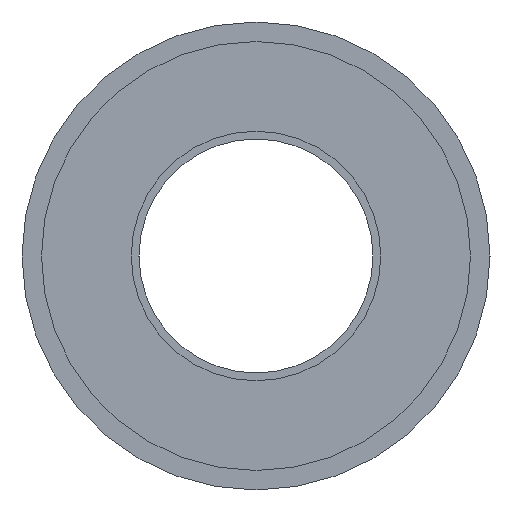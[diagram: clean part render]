
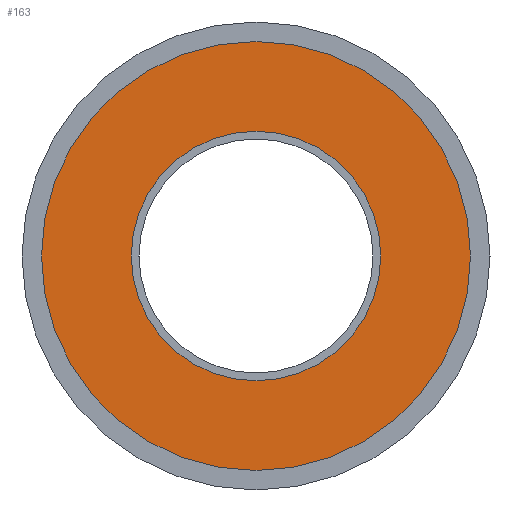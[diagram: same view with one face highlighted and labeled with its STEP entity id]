
A CAD part, left-side view. The second image highlights one B-rep face of the part: STEP entity #163.
In plain terms, the highlighted planar face has unit normal (-1, 0, 0).
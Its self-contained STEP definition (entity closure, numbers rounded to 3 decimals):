
#36 = CIRCLE ( 'NONE', #552, 3.2 ) ;
#55 = CARTESIAN_POINT ( 'NONE',  ( 0.5, 0., 3.2 ) ) ;
#82 = CARTESIAN_POINT ( 'NONE',  ( 0.5, 0., 5.5 ) ) ;
#87 = AXIS2_PLACEMENT_3D ( 'NONE', #234, #579, #858 ) ;
#132 = CARTESIAN_POINT ( 'NONE',  ( 0.5, 0., -3.2 ) ) ;
#154 = DIRECTION ( 'NONE',  ( 0., 0., 1. ) ) ;
#163 = ADVANCED_FACE ( 'NONE', ( #336, #399 ), #195, .F. ) ;
#172 = ORIENTED_EDGE ( 'NONE', *, *, #583, .T. ) ;
#191 = CARTESIAN_POINT ( 'NONE',  ( 0.5, 5.5, 0. ) ) ;
#195 = PLANE ( 'NONE',  #550 ) ;
#219 = DIRECTION ( 'NONE',  ( 0., 0., 1. ) ) ;
#222 = CARTESIAN_POINT ( 'NONE',  ( 0.5, 0., 0. ) ) ;
#234 = CARTESIAN_POINT ( 'NONE',  ( 0.5, 0., 0. ) ) ;
#251 = ORIENTED_EDGE ( 'NONE', *, *, #303, .F. ) ;
#262 = VERTEX_POINT ( 'NONE', #82 ) ;
#266 = DIRECTION ( 'NONE',  ( 0., 0., 1. ) ) ;
#303 = EDGE_CURVE ( 'NONE', #726, #654, #324, .T. ) ;
#324 = CIRCLE ( 'NONE', #678, 3.2 ) ;
#332 = DIRECTION ( 'NONE',  ( 0., 0., -1. ) ) ;
#336 = FACE_BOUND ( 'NONE', #374, .T. ) ;
#374 = EDGE_LOOP ( 'NONE', ( #490, #251 ) ) ;
#389 = CARTESIAN_POINT ( 'NONE',  ( 0.5, 0., -5.5 ) ) ;
#396 = AXIS2_PLACEMENT_3D ( 'NONE', #831, #763, #154 ) ;
#399 = FACE_OUTER_BOUND ( 'NONE', #758, .T. ) ;
#436 = ORIENTED_EDGE ( 'NONE', *, *, #849, .T. ) ;
#490 = ORIENTED_EDGE ( 'NONE', *, *, #721, .F. ) ;
#498 = CIRCLE ( 'NONE', #396, 5.5 ) ;
#550 = AXIS2_PLACEMENT_3D ( 'NONE', #191, #670, #332 ) ;
#552 = AXIS2_PLACEMENT_3D ( 'NONE', #805, #740, #266 ) ;
#579 = DIRECTION ( 'NONE',  ( -1., 0., 0. ) ) ;
#583 = EDGE_CURVE ( 'NONE', #614, #262, #825, .T. ) ;
#614 = VERTEX_POINT ( 'NONE', #389 ) ;
#654 = VERTEX_POINT ( 'NONE', #55 ) ;
#670 = DIRECTION ( 'NONE',  ( 1., 0., 0. ) ) ;
#678 = AXIS2_PLACEMENT_3D ( 'NONE', #222, #837, #219 ) ;
#721 = EDGE_CURVE ( 'NONE', #654, #726, #36, .T. ) ;
#726 = VERTEX_POINT ( 'NONE', #132 ) ;
#740 = DIRECTION ( 'NONE',  ( -1., 0., 0. ) ) ;
#758 = EDGE_LOOP ( 'NONE', ( #436, #172 ) ) ;
#763 = DIRECTION ( 'NONE',  ( -1., 0., 0. ) ) ;
#805 = CARTESIAN_POINT ( 'NONE',  ( 0.5, 0., 0. ) ) ;
#825 = CIRCLE ( 'NONE', #87, 5.5 ) ;
#831 = CARTESIAN_POINT ( 'NONE',  ( 0.5, 0., 0. ) ) ;
#837 = DIRECTION ( 'NONE',  ( -1., 0., 0. ) ) ;
#849 = EDGE_CURVE ( 'NONE', #262, #614, #498, .T. ) ;
#858 = DIRECTION ( 'NONE',  ( 0., 0., 1. ) ) ;
